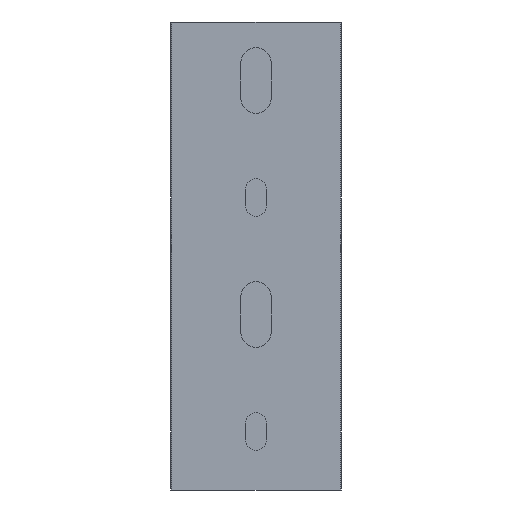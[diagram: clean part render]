
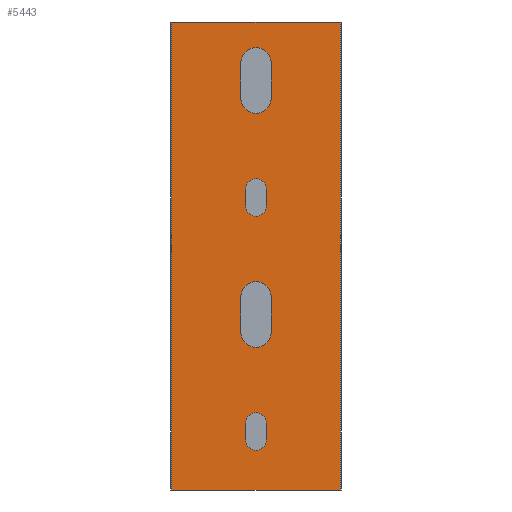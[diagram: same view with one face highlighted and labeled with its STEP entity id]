
A CAD part, front view. The second image highlights one B-rep face of the part: STEP entity #5443.
In plain terms, the highlighted planar face has unit normal (0, -1, 0).
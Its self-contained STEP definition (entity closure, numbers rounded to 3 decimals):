
#1470=DIRECTION('',(1.,0.,0.));
#1471=VECTOR('',#1470,35.9);
#1472=CARTESIAN_POINT('',(-17.95,0.,100.));
#1473=LINE('',#1472,#1471);
#1474=DIRECTION('',(0.,0.,1.));
#1475=VECTOR('',#1474,100.);
#1476=CARTESIAN_POINT('',(17.95,0.,0.));
#1477=LINE('',#1476,#1475);
#1478=DIRECTION('',(-1.,0.,0.));
#1479=VECTOR('',#1478,35.9);
#1480=CARTESIAN_POINT('',(17.95,0.,0.));
#1481=LINE('',#1480,#1479);
#1482=DIRECTION('',(0.,0.,1.));
#1483=VECTOR('',#1482,100.);
#1484=CARTESIAN_POINT('',(-17.95,0.,0.));
#1485=LINE('',#1484,#1483);
#1486=CARTESIAN_POINT('',(0.,0.,91.25));
#1487=DIRECTION('',(0.,1.,0.));
#1488=DIRECTION('',(-1.,0.,0.));
#1489=AXIS2_PLACEMENT_3D('',#1486,#1487,#1488);
#1491=DIRECTION('',(0.,0.,1.));
#1492=VECTOR('',#1491,7.5);
#1493=CARTESIAN_POINT('',(-3.25,0.,83.75));
#1494=LINE('',#1493,#1492);
#1495=CARTESIAN_POINT('',(0.,0.,83.75));
#1496=DIRECTION('',(0.,1.,0.));
#1497=DIRECTION('',(1.,0.,0.));
#1498=AXIS2_PLACEMENT_3D('',#1495,#1496,#1497);
#1500=DIRECTION('',(0.,0.,-1.));
#1501=VECTOR('',#1500,7.5);
#1502=CARTESIAN_POINT('',(3.25,0.,91.25));
#1503=LINE('',#1502,#1501);
#1504=CARTESIAN_POINT('',(0.,0.,64.25));
#1505=DIRECTION('',(0.,1.,0.));
#1506=DIRECTION('',(-1.,0.,0.));
#1507=AXIS2_PLACEMENT_3D('',#1504,#1505,#1506);
#1509=DIRECTION('',(0.,0.,1.));
#1510=VECTOR('',#1509,3.5);
#1511=CARTESIAN_POINT('',(-2.25,0.,60.75));
#1512=LINE('',#1511,#1510);
#1513=CARTESIAN_POINT('',(0.,0.,60.75));
#1514=DIRECTION('',(0.,1.,0.));
#1515=DIRECTION('',(1.,0.,0.));
#1516=AXIS2_PLACEMENT_3D('',#1513,#1514,#1515);
#1518=DIRECTION('',(0.,0.,-1.));
#1519=VECTOR('',#1518,3.5);
#1520=CARTESIAN_POINT('',(2.25,0.,64.25));
#1521=LINE('',#1520,#1519);
#1522=CARTESIAN_POINT('',(0.,0.,41.25));
#1523=DIRECTION('',(0.,1.,0.));
#1524=DIRECTION('',(-1.,0.,0.));
#1525=AXIS2_PLACEMENT_3D('',#1522,#1523,#1524);
#1527=DIRECTION('',(0.,0.,1.));
#1528=VECTOR('',#1527,7.5);
#1529=CARTESIAN_POINT('',(-3.25,0.,33.75));
#1530=LINE('',#1529,#1528);
#1531=CARTESIAN_POINT('',(0.,0.,33.75));
#1532=DIRECTION('',(0.,1.,0.));
#1533=DIRECTION('',(1.,0.,0.));
#1534=AXIS2_PLACEMENT_3D('',#1531,#1532,#1533);
#1536=DIRECTION('',(0.,0.,-1.));
#1537=VECTOR('',#1536,7.5);
#1538=CARTESIAN_POINT('',(3.25,0.,41.25));
#1539=LINE('',#1538,#1537);
#1540=CARTESIAN_POINT('',(0.,0.,14.25));
#1541=DIRECTION('',(0.,1.,0.));
#1542=DIRECTION('',(-1.,0.,0.));
#1543=AXIS2_PLACEMENT_3D('',#1540,#1541,#1542);
#1545=DIRECTION('',(0.,0.,1.));
#1546=VECTOR('',#1545,3.5);
#1547=CARTESIAN_POINT('',(-2.25,0.,10.75));
#1548=LINE('',#1547,#1546);
#1549=CARTESIAN_POINT('',(0.,0.,10.75));
#1550=DIRECTION('',(0.,1.,0.));
#1551=DIRECTION('',(1.,0.,0.));
#1552=AXIS2_PLACEMENT_3D('',#1549,#1550,#1551);
#1554=DIRECTION('',(0.,0.,-1.));
#1555=VECTOR('',#1554,3.5);
#1556=CARTESIAN_POINT('',(2.25,0.,14.25));
#1557=LINE('',#1556,#1555);
#2475=CARTESIAN_POINT('',(-17.95,0.,0.));
#2477=VERTEX_POINT('',#2475);
#2489=CARTESIAN_POINT('',(-17.95,0.,100.));
#2491=VERTEX_POINT('',#2489);
#2503=CARTESIAN_POINT('',(17.95,0.,0.));
#2505=VERTEX_POINT('',#2503);
#2517=CARTESIAN_POINT('',(17.95,0.,100.));
#2519=VERTEX_POINT('',#2517);
#2530=CARTESIAN_POINT('',(-3.25,0.,91.25));
#2531=CARTESIAN_POINT('',(3.25,0.,91.25));
#2532=VERTEX_POINT('',#2530);
#2533=VERTEX_POINT('',#2531);
#2534=CARTESIAN_POINT('',(3.25,0.,83.75));
#2535=VERTEX_POINT('',#2534);
#2536=CARTESIAN_POINT('',(-3.25,0.,83.75));
#2537=VERTEX_POINT('',#2536);
#2538=CARTESIAN_POINT('',(-2.25,0.,64.25));
#2539=CARTESIAN_POINT('',(2.25,0.,64.25));
#2540=VERTEX_POINT('',#2538);
#2541=VERTEX_POINT('',#2539);
#2542=CARTESIAN_POINT('',(2.25,0.,60.75));
#2543=VERTEX_POINT('',#2542);
#2544=CARTESIAN_POINT('',(-2.25,0.,60.75));
#2545=VERTEX_POINT('',#2544);
#2562=CARTESIAN_POINT('',(-3.25,0.,41.25));
#2563=CARTESIAN_POINT('',(3.25,0.,41.25));
#2564=VERTEX_POINT('',#2562);
#2565=VERTEX_POINT('',#2563);
#2566=CARTESIAN_POINT('',(3.25,0.,33.75));
#2567=VERTEX_POINT('',#2566);
#2568=CARTESIAN_POINT('',(-3.25,0.,33.75));
#2569=VERTEX_POINT('',#2568);
#2570=CARTESIAN_POINT('',(-2.25,0.,14.25));
#2571=CARTESIAN_POINT('',(2.25,0.,14.25));
#2572=VERTEX_POINT('',#2570);
#2573=VERTEX_POINT('',#2571);
#2574=CARTESIAN_POINT('',(2.25,0.,10.75));
#2575=VERTEX_POINT('',#2574);
#2576=CARTESIAN_POINT('',(-2.25,0.,10.75));
#2577=VERTEX_POINT('',#2576);
#5390=CARTESIAN_POINT('',(-17.95,0.,0.));
#5391=DIRECTION('',(0.,-1.,0.));
#5392=DIRECTION('',(1.,0.,0.));
#5393=AXIS2_PLACEMENT_3D('',#5390,#5391,#5392);
#5394=PLANE('',#5393);
#5396=ORIENTED_EDGE('',*,*,#5395,.T.);
#5397=ORIENTED_EDGE('',*,*,#5382,.F.);
#5398=ORIENTED_EDGE('',*,*,#3233,.T.);
#5400=ORIENTED_EDGE('',*,*,#5399,.T.);
#5401=EDGE_LOOP('',(#5396,#5397,#5398,#5400));
#5402=FACE_OUTER_BOUND('',#5401,.F.);
#5404=ORIENTED_EDGE('',*,*,#5403,.F.);
#5406=ORIENTED_EDGE('',*,*,#5405,.F.);
#5408=ORIENTED_EDGE('',*,*,#5407,.F.);
#5410=ORIENTED_EDGE('',*,*,#5409,.F.);
#5411=EDGE_LOOP('',(#5404,#5406,#5408,#5410));
#5412=FACE_BOUND('',#5411,.F.);
#5414=ORIENTED_EDGE('',*,*,#5413,.F.);
#5416=ORIENTED_EDGE('',*,*,#5415,.F.);
#5418=ORIENTED_EDGE('',*,*,#5417,.F.);
#5420=ORIENTED_EDGE('',*,*,#5419,.F.);
#5421=EDGE_LOOP('',(#5414,#5416,#5418,#5420));
#5422=FACE_BOUND('',#5421,.F.);
#5424=ORIENTED_EDGE('',*,*,#5423,.F.);
#5426=ORIENTED_EDGE('',*,*,#5425,.F.);
#5428=ORIENTED_EDGE('',*,*,#5427,.F.);
#5430=ORIENTED_EDGE('',*,*,#5429,.F.);
#5431=EDGE_LOOP('',(#5424,#5426,#5428,#5430));
#5432=FACE_BOUND('',#5431,.F.);
#5434=ORIENTED_EDGE('',*,*,#5433,.F.);
#5436=ORIENTED_EDGE('',*,*,#5435,.F.);
#5438=ORIENTED_EDGE('',*,*,#5437,.F.);
#5440=ORIENTED_EDGE('',*,*,#5439,.F.);
#5441=EDGE_LOOP('',(#5434,#5436,#5438,#5440));
#5442=FACE_BOUND('',#5441,.F.);
#1490=CIRCLE('',#1489,3.25);
#1499=CIRCLE('',#1498,3.25);
#1508=CIRCLE('',#1507,2.25);
#1517=CIRCLE('',#1516,2.25);
#1526=CIRCLE('',#1525,3.25);
#1535=CIRCLE('',#1534,3.25);
#1544=CIRCLE('',#1543,2.25);
#1553=CIRCLE('',#1552,2.25);
#3233=EDGE_CURVE('',#2505,#2477,#1481,.T.);
#5382=EDGE_CURVE('',#2505,#2519,#1477,.T.);
#5395=EDGE_CURVE('',#2491,#2519,#1473,.T.);
#5399=EDGE_CURVE('',#2477,#2491,#1485,.T.);
#5403=EDGE_CURVE('',#2532,#2533,#1490,.T.);
#5405=EDGE_CURVE('',#2537,#2532,#1494,.T.);
#5407=EDGE_CURVE('',#2535,#2537,#1499,.T.);
#5409=EDGE_CURVE('',#2533,#2535,#1503,.T.);
#5413=EDGE_CURVE('',#2540,#2541,#1508,.T.);
#5415=EDGE_CURVE('',#2545,#2540,#1512,.T.);
#5417=EDGE_CURVE('',#2543,#2545,#1517,.T.);
#5419=EDGE_CURVE('',#2541,#2543,#1521,.T.);
#5423=EDGE_CURVE('',#2564,#2565,#1526,.T.);
#5425=EDGE_CURVE('',#2569,#2564,#1530,.T.);
#5427=EDGE_CURVE('',#2567,#2569,#1535,.T.);
#5429=EDGE_CURVE('',#2565,#2567,#1539,.T.);
#5433=EDGE_CURVE('',#2572,#2573,#1544,.T.);
#5435=EDGE_CURVE('',#2577,#2572,#1548,.T.);
#5437=EDGE_CURVE('',#2575,#2577,#1553,.T.);
#5439=EDGE_CURVE('',#2573,#2575,#1557,.T.);
#5443=ADVANCED_FACE('',(#5402,#5412,#5422,#5432,#5442),#5394,.T.);
